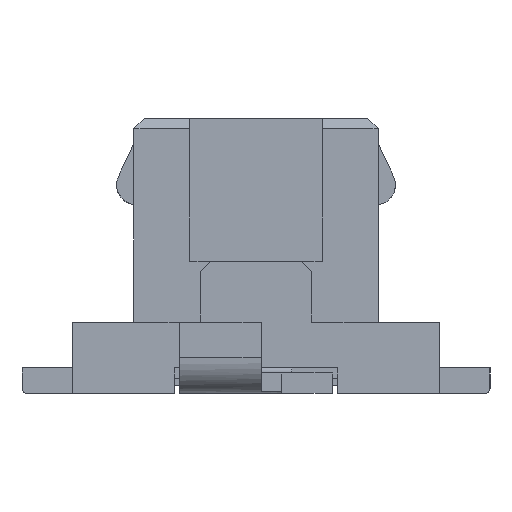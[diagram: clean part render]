
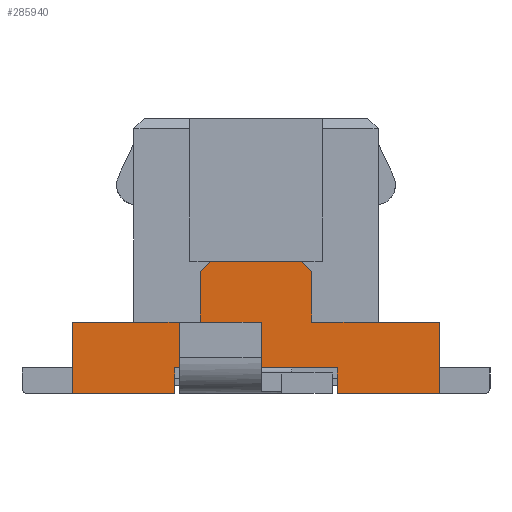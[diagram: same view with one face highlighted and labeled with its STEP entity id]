
A CAD part, left-side view. The second image highlights one B-rep face of the part: STEP entity #285940.
In plain terms, the highlighted planar face has unit normal (-1, 0, 0).
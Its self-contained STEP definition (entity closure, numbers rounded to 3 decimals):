
#28470=CARTESIAN_POINT('',(-8.7,3.3,0.7));
#28480=DIRECTION('',(0.,0.,-1.));
#28490=VECTOR('',#28480,1.);
#28500=LINE('',#28470,#28490);
#28510=CARTESIAN_POINT('',(-8.7,3.3,0.7));
#28520=VERTEX_POINT('',#28510);
#28530=CARTESIAN_POINT('',(-8.7,3.3,0.));
#28540=VERTEX_POINT('',#28530);
#28550=EDGE_CURVE('',#28520,#28540,#28500,.T.);
#45810=CARTESIAN_POINT('',(-8.7,2.05,0.7));
#45820=VERTEX_POINT('',#45810);
#45850=CARTESIAN_POINT('',(-8.7,2.05,0.7));
#45860=DIRECTION('',(0.,1.,0.));
#45870=VECTOR('',#45860,1.);
#45880=LINE('',#45850,#45870);
#45890=EDGE_CURVE('',#45820,#28520,#45880,.T.);
#78180=CARTESIAN_POINT('',(-8.7,-0.3,0.));
#78190=VERTEX_POINT('',#78180);
#78220=CARTESIAN_POINT('',(-8.7,-0.3,0.7));
#78230=DIRECTION('',(0.,0.,-1.));
#78240=VECTOR('',#78230,1.);
#78250=LINE('',#78220,#78240);
#78260=CARTESIAN_POINT('',(-8.7,-0.3,0.7));
#78270=VERTEX_POINT('',#78260);
#78280=EDGE_CURVE('',#78270,#78190,#78250,.T.);
#284720=CARTESIAN_POINT('',(-8.7,0.7,0.));
#284730=VERTEX_POINT('',#284720);
#284890=CARTESIAN_POINT('',(-8.7,0.7,0.25));
#284900=VERTEX_POINT('',#284890);
#284930=CARTESIAN_POINT('',(-8.7,0.7,0.25));
#284940=DIRECTION('',(0.,0.,-1.));
#284950=VECTOR('',#284940,1.);
#284960=LINE('',#284930,#284950);
#284970=EDGE_CURVE('',#284900,#284730,#284960,.T.);
#285090=CARTESIAN_POINT('',(-8.7,3.402,1.344));
#285100=DIRECTION('',(1.,0.,0.));
#285110=DIRECTION('',(0.,-1.,0.));
#285120=AXIS2_PLACEMENT_3D('',#285090,#285100,#285110);
#285130=PLANE('',#285120);
#285140=CARTESIAN_POINT('',(-8.7,-0.3,0.));
#285150=DIRECTION('',(0.,1.,0.));
#285160=VECTOR('',#285150,1.);
#285170=LINE('',#285140,#285160);
#285180=EDGE_CURVE('',#78190,#284730,#285170,.T.);
#285190=ORIENTED_EDGE('',*,*,#285180,.F.);
#285200=ORIENTED_EDGE('',*,*,#284970,.T.);
#285210=CARTESIAN_POINT('',(-8.7,2.3,0.25));
#285220=DIRECTION('',(0.,-1.,0.));
#285230=VECTOR('',#285220,1.);
#285240=LINE('',#285210,#285230);
#285250=CARTESIAN_POINT('',(-8.7,2.3,0.25));
#285260=VERTEX_POINT('',#285250);
#285270=EDGE_CURVE('',#285260,#284900,#285240,.T.);
#285280=ORIENTED_EDGE('',*,*,#285270,.T.);
#285290=CARTESIAN_POINT('',(-8.7,2.3,0.));
#285300=DIRECTION('',(0.,0.,1.));
#285310=VECTOR('',#285300,1.);
#285320=LINE('',#285290,#285310);
#285330=CARTESIAN_POINT('',(-8.7,2.3,0.));
#285340=VERTEX_POINT('',#285330);
#285350=EDGE_CURVE('',#285340,#285260,#285320,.T.);
#285360=ORIENTED_EDGE('',*,*,#285350,.T.);
#285370=CARTESIAN_POINT('',(-8.7,3.3,0.));
#285380=DIRECTION('',(0.,-1.,0.));
#285390=VECTOR('',#285380,1.);
#285400=LINE('',#285370,#285390);
#285410=EDGE_CURVE('',#28540,#285340,#285400,.T.);
#285420=ORIENTED_EDGE('',*,*,#285410,.T.);
#285430=ORIENTED_EDGE('',*,*,#28550,.T.);
#285440=ORIENTED_EDGE('',*,*,#45890,.T.);
#285450=CARTESIAN_POINT('',(-8.7,2.05,1.2));
#285460=DIRECTION('',(0.,0.,-1.));
#285470=VECTOR('',#285460,1.);
#285480=LINE('',#285450,#285470);
#285490=CARTESIAN_POINT('',(-8.7,2.05,1.2));
#285500=VERTEX_POINT('',#285490);
#285510=EDGE_CURVE('',#285500,#45820,#285480,.T.);
#285520=ORIENTED_EDGE('',*,*,#285510,.T.);
#285530=CARTESIAN_POINT('',(-8.7,1.95,1.3));
#285540=DIRECTION('',(0.,0.707,-0.707));
#285550=VECTOR('',#285540,1.);
#285560=LINE('',#285530,#285550);
#285570=CARTESIAN_POINT('',(-8.7,1.95,1.3));
#285580=VERTEX_POINT('',#285570);
#285590=EDGE_CURVE('',#285580,#285500,#285560,.T.);
#285600=ORIENTED_EDGE('',*,*,#285590,.T.);
#285610=CARTESIAN_POINT('',(-8.7,1.05,1.3));
#285620=DIRECTION('',(0.,1.,0.));
#285630=VECTOR('',#285620,1.);
#285640=LINE('',#285610,#285630);
#285650=CARTESIAN_POINT('',(-8.7,1.05,1.3));
#285660=VERTEX_POINT('',#285650);
#285670=EDGE_CURVE('',#285660,#285580,#285640,.T.);
#285680=ORIENTED_EDGE('',*,*,#285670,.T.);
#285690=CARTESIAN_POINT('',(-8.7,0.95,1.2));
#285700=DIRECTION('',(0.,0.707,0.707));
#285710=VECTOR('',#285700,1.);
#285720=LINE('',#285690,#285710);
#285730=CARTESIAN_POINT('',(-8.7,0.95,1.2));
#285740=VERTEX_POINT('',#285730);
#285750=EDGE_CURVE('',#285740,#285660,#285720,.T.);
#285760=ORIENTED_EDGE('',*,*,#285750,.T.);
#285770=CARTESIAN_POINT('',(-8.7,0.95,0.7));
#285780=DIRECTION('',(0.,0.,1.));
#285790=VECTOR('',#285780,1.);
#285800=LINE('',#285770,#285790);
#285810=CARTESIAN_POINT('',(-8.7,0.95,0.7));
#285820=VERTEX_POINT('',#285810);
#285830=EDGE_CURVE('',#285820,#285740,#285800,.T.);
#285840=ORIENTED_EDGE('',*,*,#285830,.T.);
#285850=CARTESIAN_POINT('',(-8.7,-0.3,0.7));
#285860=DIRECTION('',(0.,1.,0.));
#285870=VECTOR('',#285860,1.);
#285880=LINE('',#285850,#285870);
#285890=EDGE_CURVE('',#78270,#285820,#285880,.T.);
#285900=ORIENTED_EDGE('',*,*,#285890,.T.);
#285910=ORIENTED_EDGE('',*,*,#78280,.F.);
#285920=EDGE_LOOP('',(#285910,#285900,#285840,#285760,#285680,#285600,
#285520,#285440,#285430,#285420,#285360,#285280,#285200,#285190));
#285930=FACE_OUTER_BOUND('',#285920,.T.);
#285940=ADVANCED_FACE('',(#285930),#285130,.F.);
